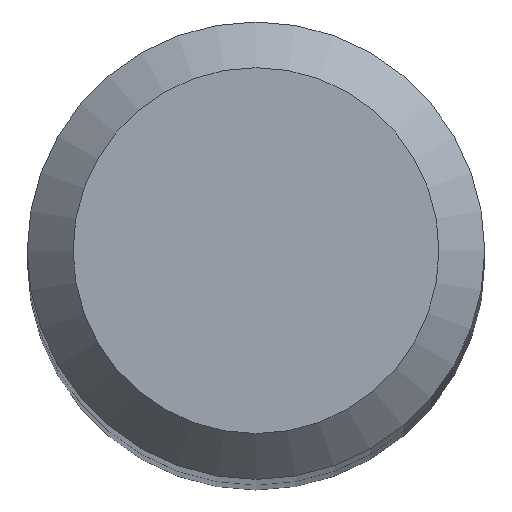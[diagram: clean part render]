
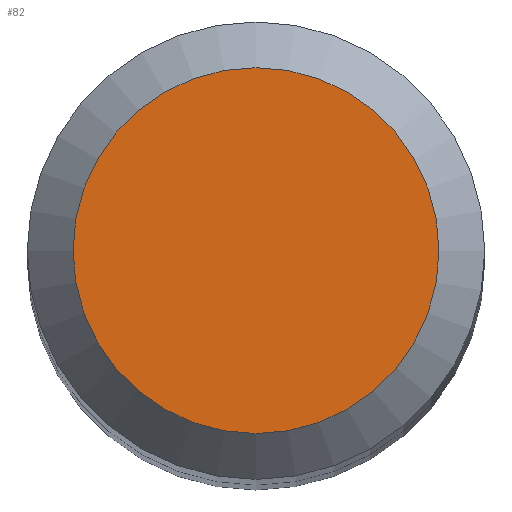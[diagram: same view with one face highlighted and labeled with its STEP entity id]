
A CAD part, top view. The second image highlights one B-rep face of the part: STEP entity #82.
In plain terms, the highlighted planar face has unit normal (0, 0, 1).
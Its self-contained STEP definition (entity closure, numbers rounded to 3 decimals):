
#7 = DIRECTION ( 'NONE',  ( 0., 0., -1. ) ) ;
#37 = FACE_OUTER_BOUND ( 'NONE', #192, .T. ) ;
#58 = CIRCLE ( 'NONE', #159, 2.4 ) ;
#65 = DIRECTION ( 'NONE',  ( 0., 1., 0. ) ) ;
#74 = EDGE_CURVE ( 'NONE', #181, #181, #58, .T. ) ;
#82 = ADVANCED_FACE ( 'NONE', ( #37 ), #101, .F. ) ;
#84 = DIRECTION ( 'NONE',  ( 0., 0., -1. ) ) ;
#85 = AXIS2_PLACEMENT_3D ( 'NONE', #103, #7, #65 ) ;
#101 = PLANE ( 'NONE',  #85 ) ;
#103 = CARTESIAN_POINT ( 'NONE',  ( 0., 0., 80. ) ) ;
#118 = ORIENTED_EDGE ( 'NONE', *, *, #74, .F. ) ;
#120 = DIRECTION ( 'NONE',  ( 0., 1., 0. ) ) ;
#159 = AXIS2_PLACEMENT_3D ( 'NONE', #197, #84, #120 ) ;
#165 = CARTESIAN_POINT ( 'NONE',  ( 0., 2.4, 80. ) ) ;
#181 = VERTEX_POINT ( 'NONE', #165 ) ;
#192 = EDGE_LOOP ( 'NONE', ( #118 ) ) ;
#197 = CARTESIAN_POINT ( 'NONE',  ( 0., 0., 80. ) ) ;
